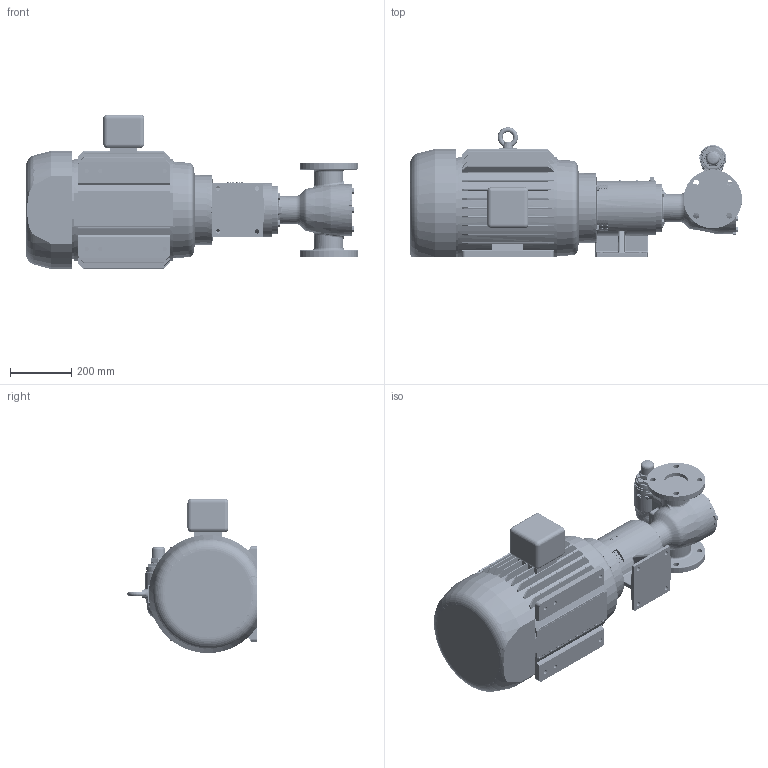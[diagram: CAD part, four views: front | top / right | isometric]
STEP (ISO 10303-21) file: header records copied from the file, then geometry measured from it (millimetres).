
FILE_DESCRIPTION (( 'STEP AP214' ), '1' );
FILE_NAME ('AV-1081.STEP', '2019-12-09T17:31:42', ( '' ), ( '' ), 'SwSTEP 2.0', 'SolidWorks 2018', '' );
FILE_SCHEMA (( 'AUTOMOTIVE_DESIGN' ));
Length unit declared in the file: inch
Products named in the file (1): AV-1081
Bounding box: 1082.29 x 421.73 x 503.17 mm (x, y, z)
Volume: 69182145.7 mm3; surface area: 2145213.9 mm2
Topology: 1 solids, 1 shells, 8394 faces, 21943 edges, 14279 vertices
Faces by surface type: plane 4533, bspline 2667, cylinder 752, cone 264, sphere 94, torus 84
Entity records: 563490 total; most frequent: CARTESIAN_POINT 329674, ORIENTED_EDGE 43730, DIRECTION 27606, EDGE_CURVE 21865, VERTEX_POINT 14271, VECTOR 12640, LINE 12640, EDGE_LOOP 9596
